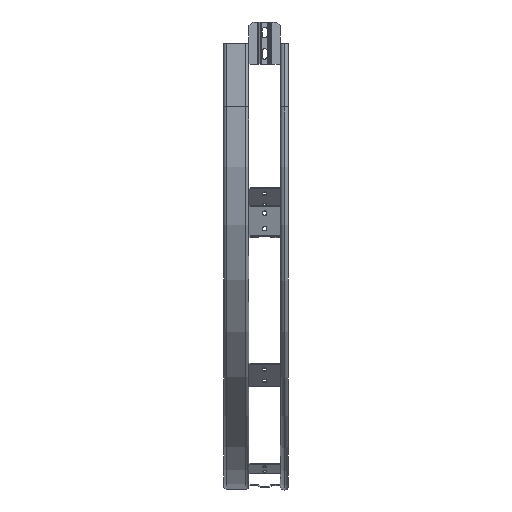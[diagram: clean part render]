
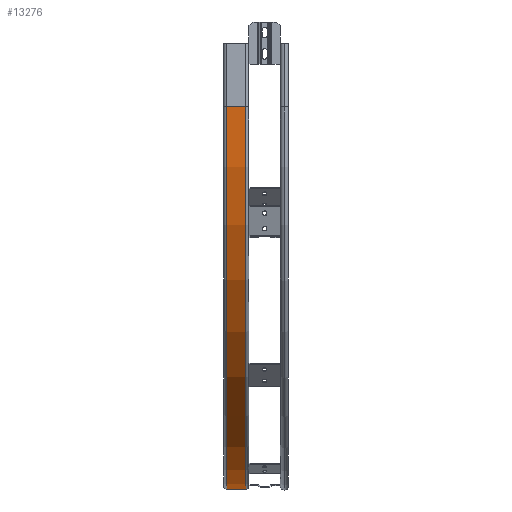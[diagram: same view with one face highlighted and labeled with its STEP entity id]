
A CAD part, left-side view. The second image highlights one B-rep face of the part: STEP entity #13276.
In plain terms, the highlighted cylindrical face has radius 900 mm (diameter 1800 mm), a partial arc.
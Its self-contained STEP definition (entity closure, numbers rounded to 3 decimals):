
#356 = DIRECTION ( 'NONE',  ( 0., 1., 0. ) ) ;
#783 = EDGE_CURVE ( 'NONE', #8578, #26497, #12180, .T. ) ;
#898 = CARTESIAN_POINT ( 'NONE',  ( 315., 22.5, -150. ) ) ;
#1015 = EDGE_CURVE ( 'NONE', #5546, #8578, #28874, .T. ) ;
#2128 = CARTESIAN_POINT ( 'NONE',  ( 315., 0., -150. ) ) ;
#2820 = DIRECTION ( 'NONE',  ( 0., 1., 0. ) ) ;
#2853 = DIRECTION ( 'NONE',  ( 1., 0., 0. ) ) ;
#4377 = CIRCLE ( 'NONE', #28546, 900. ) ;
#4744 = CARTESIAN_POINT ( 'NONE',  ( -585., -22.5, -150. ) ) ;
#4751 = DIRECTION ( 'NONE',  ( 0., 1., 0. ) ) ;
#5546 = VERTEX_POINT ( 'NONE', #18475 ) ;
#7003 = ORIENTED_EDGE ( 'NONE', *, *, #24284, .T. ) ;
#7863 = CARTESIAN_POINT ( 'NONE',  ( -585., 6.791, -150. ) ) ;
#7995 = CARTESIAN_POINT ( 'NONE',  ( 315., 22.5, -1050. ) ) ;
#8578 = VERTEX_POINT ( 'NONE', #7995 ) ;
#11267 = FACE_OUTER_BOUND ( 'NONE', #18894, .T. ) ;
#12018 = ORIENTED_EDGE ( 'NONE', *, *, #31332, .T. ) ;
#12180 = CIRCLE ( 'NONE', #30629, 900. ) ;
#13276 = ADVANCED_FACE ( 'NONE', ( #11267 ), #29901, .T. ) ;
#14837 = VERTEX_POINT ( 'NONE', #4744 ) ;
#15088 = ORIENTED_EDGE ( 'NONE', *, *, #783, .F. ) ;
#15953 = VECTOR ( 'NONE', #19941, 1000. ) ;
#18475 = CARTESIAN_POINT ( 'NONE',  ( 315., -22.5, -1050. ) ) ;
#18569 = LINE ( 'NONE', #7863, #25038 ) ;
#18747 = AXIS2_PLACEMENT_3D ( 'NONE', #2128, #26612, #19388 ) ;
#18894 = EDGE_LOOP ( 'NONE', ( #24219, #12018, #7003, #15088 ) ) ;
#19388 = DIRECTION ( 'NONE',  ( 1., 0., 0. ) ) ;
#19514 = CARTESIAN_POINT ( 'NONE',  ( 315., -22.5, -150. ) ) ;
#19941 = DIRECTION ( 'NONE',  ( 0., 1., 0. ) ) ;
#20174 = CARTESIAN_POINT ( 'NONE',  ( 315., 6.791, -1050. ) ) ;
#20891 = CARTESIAN_POINT ( 'NONE',  ( -585., 22.5, -150. ) ) ;
#21979 = DIRECTION ( 'NONE',  ( 1., 0., 0. ) ) ;
#24219 = ORIENTED_EDGE ( 'NONE', *, *, #1015, .F. ) ;
#24284 = EDGE_CURVE ( 'NONE', #14837, #26497, #18569, .T. ) ;
#25038 = VECTOR ( 'NONE', #356, 1000. ) ;
#26497 = VERTEX_POINT ( 'NONE', #20891 ) ;
#26612 = DIRECTION ( 'NONE',  ( 0., 1., 0. ) ) ;
#28546 = AXIS2_PLACEMENT_3D ( 'NONE', #19514, #4751, #21979 ) ;
#28874 = LINE ( 'NONE', #20174, #15953 ) ;
#29901 = CYLINDRICAL_SURFACE ( 'NONE', #18747, 900. ) ;
#30629 = AXIS2_PLACEMENT_3D ( 'NONE', #898, #2820, #2853 ) ;
#31332 = EDGE_CURVE ( 'NONE', #5546, #14837, #4377, .T. ) ;
